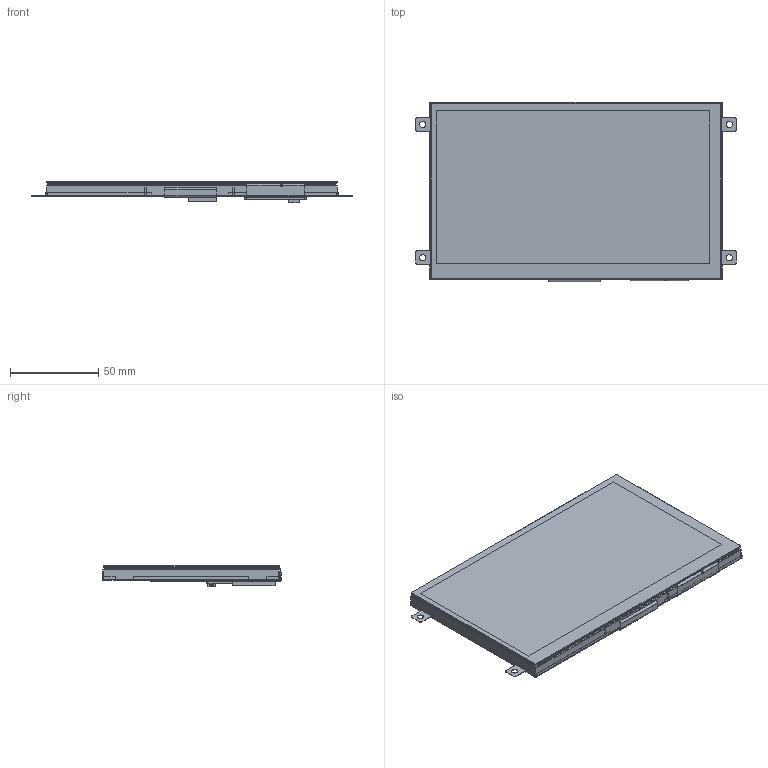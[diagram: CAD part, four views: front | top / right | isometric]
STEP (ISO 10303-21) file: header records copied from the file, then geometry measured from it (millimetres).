
FILE_DESCRIPTION(/* description */ (''),/* implementation_level */ '2;1');
FILE_NAME(/* name */ 'RVT70HSMFWCA0_Rev.1.0.stp',/* time_stamp */ '2021-08-25T11:17:19+02:00',/* author */ ('Mateusz Natywa'),/* organization */ (''),/* preprocessor_version */ 'ST-DEVELOPER v17',/* originating_system */ 'Autodesk Inventor 2019',/* authorisation */ '');
FILE_SCHEMA (('CONFIG_CONTROL_DESIGN'));
Length unit declared in the file: millimetre
Products named in the file (13): RVT70HSTNWCA0_Rev.1.1; CTP; CG; SCA; SENSOR; FPC; Part23; TFT; DISP; FPCM; FRAME; FRAME_1; DST
Assembly tree (12 placements, depth 3):
  RVT70HSTNWCA0_Rev.1.1
    CTP
      CG
      SCA
      SENSOR
      FPC
      Part23
    TFT
      DISP
      FPCM
    FRAME
      FRAME_1
      DST
Bounding box: 181.6 x 101.63 x 12.34 mm (x, y, z)
Volume: 133308 mm3; surface area: 213931.8 mm2
Topology: 11 solids, 11 shells, 597 faces, 1682 edges, 1106 vertices
Faces by surface type: plane 456, cylinder 123, bspline 10, cone 8
Full cylindrical faces by diameter (mm): 3.5 x4
Entity records: 19912 total; most frequent: CARTESIAN_POINT 3680, ORIENTED_EDGE 3356, DIRECTION 3136, EDGE_CURVE 1678, LINE 1412, VECTOR 1412, VERTEX_POINT 1106, AXIS2_PLACEMENT_3D 862
